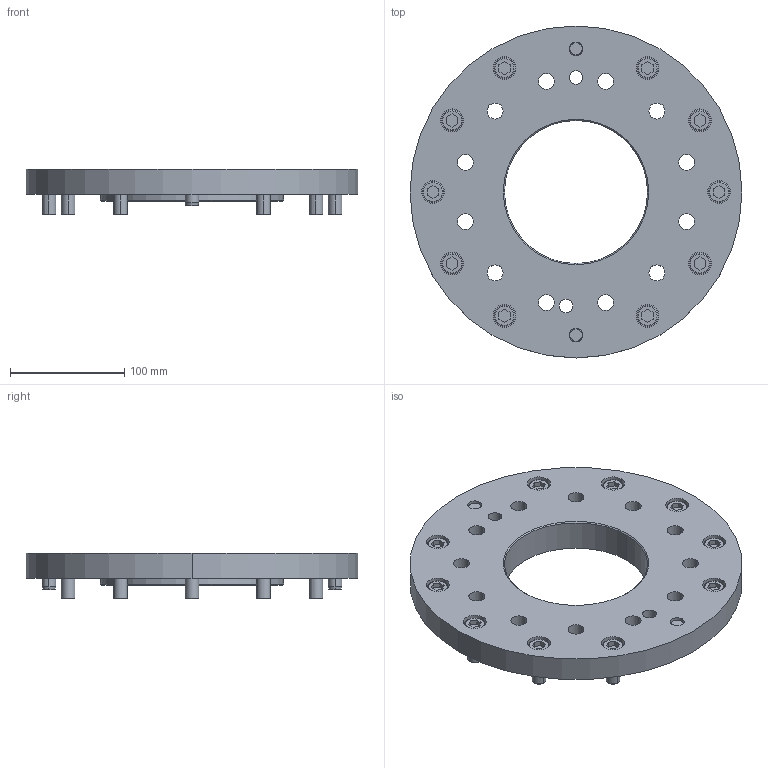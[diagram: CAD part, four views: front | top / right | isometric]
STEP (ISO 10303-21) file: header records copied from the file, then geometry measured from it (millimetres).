
FILE_DESCRIPTION (( 'STEP AP203' ), '1' );
FILE_NAME ('P0759.STEP', '2019-03-20T08:24:40', ( 'RSPlokal' ), ( 'Microsoft' ), 'SwSTEP 2.0', 'SolidWorks 2017', '' );
FILE_SCHEMA (( 'CONFIG_CONTROL_DESIGN' ));
Length unit declared in the file: millimetre
Products named in the file (1): P0759
Bounding box: 290 x 290 x 40 mm (x, y, z)
Volume: 1187486.3 mm3; surface area: 184736.6 mm2
Topology: 13 solids, 13 shells, 291 faces, 650 edges, 416 vertices
Faces by surface type: cylinder 122, plane 117, cone 32, torus 20
Entity records: 8305 total; most frequent: DIRECTION 1550, CARTESIAN_POINT 1358, ORIENTED_EDGE 1300, EDGE_CURVE 650, AXIS2_PLACEMENT_3D 608, VERTEX_POINT 416, EDGE_LOOP 376, LINE 334
